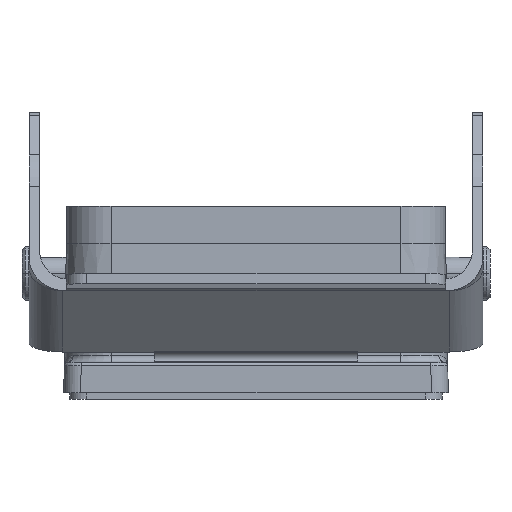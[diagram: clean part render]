
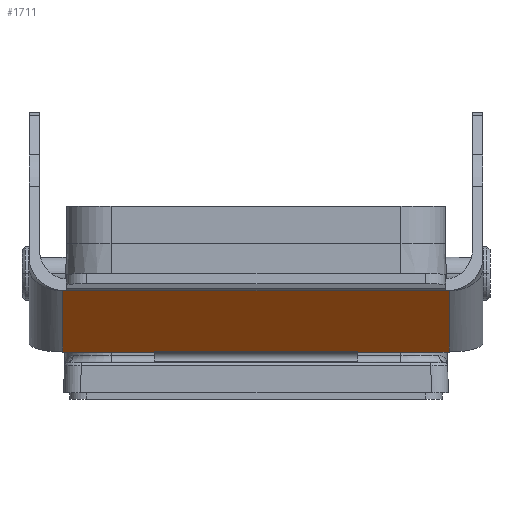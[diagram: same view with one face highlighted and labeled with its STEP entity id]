
A CAD part, left-side view. The second image highlights one B-rep face of the part: STEP entity #1711.
In plain terms, the highlighted planar face has unit normal (-0.753, 0, -0.657).
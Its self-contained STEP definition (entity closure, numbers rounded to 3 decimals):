
#1711=ADVANCED_FACE('419',(#2434),#2201,.T.);
#2201=PLANE('',#9726);
#2434=FACE_OUTER_BOUND('',#2888,.T.);
#2888=EDGE_LOOP('',(#3706,#3707,#3708,#3709,#3710,#3711));
#3706=ORIENTED_EDGE('',*,*,#7030,.F.);
#3707=ORIENTED_EDGE('',*,*,#7031,.T.);
#3708=ORIENTED_EDGE('',*,*,#6937,.T.);
#3709=ORIENTED_EDGE('',*,*,#7032,.F.);
#3710=ORIENTED_EDGE('',*,*,#6856,.F.);
#3711=ORIENTED_EDGE('',*,*,#7033,.F.);
#6015=VERTEX_POINT('',#13393);
#6027=VERTEX_POINT('',#13423);
#6028=VERTEX_POINT('',#13427);
#6096=VERTEX_POINT('',#13607);
#6099=VERTEX_POINT('',#13615);
#6175=VERTEX_POINT('',#13825);
#6856=EDGE_CURVE('1737',#6027,#6028,#8136,.T.);
#6937=EDGE_CURVE('1707',#6099,#6096,#8187,.T.);
#7030=EDGE_CURVE('1736',#6175,#6015,#8247,.T.);
#7031=EDGE_CURVE('1700',#6175,#6099,#8248,.T.);
#7032=EDGE_CURVE('1693',#6028,#6096,#8249,.T.);
#7033=EDGE_CURVE('1730',#6015,#6027,#8250,.T.);
#8136=LINE('',#13426,#8892);
#8187=LINE('',#13614,#8943);
#8247=LINE('',#13826,#9003);
#8248=LINE('',#13828,#9004);
#8249=LINE('',#13829,#9005);
#8250=LINE('',#13830,#9006);
#8892=VECTOR('',#10668,1.);
#8943=VECTOR('',#10795,1.);
#9003=VECTOR('',#10949,1.);
#9004=VECTOR('',#10952,1.);
#9005=VECTOR('',#10953,1.);
#9006=VECTOR('',#10954,1.);
#9726=AXIS2_PLACEMENT_3D('',#13831,#10955,#10956);
#10668=DIRECTION('',(0.,1.,0.));
#10795=DIRECTION('',(0.,1.,0.));
#10949=DIRECTION('',(0.,1.,0.));
#10952=DIRECTION('',(-0.658,0.,0.753));
#10953=DIRECTION('',(-0.658,0.,0.753));
#10954=DIRECTION('',(0.,1.,0.));
#10955=DIRECTION('',(-0.753,0.,-0.658));
#10956=DIRECTION('',(0.658,0.,-0.753));
#13393=CARTESIAN_POINT('',(-43.422,-15.,6.011));
#13423=CARTESIAN_POINT('',(-43.422,15.,6.011));
#13426=CARTESIAN_POINT('',(-43.422,15.,6.011));
#13427=CARTESIAN_POINT('',(-43.422,28.5,6.011));
#13607=CARTESIAN_POINT('',(-51.313,28.5,15.052));
#13614=CARTESIAN_POINT('',(-51.313,-28.5,15.052));
#13615=CARTESIAN_POINT('',(-51.313,-28.5,15.052));
#13825=CARTESIAN_POINT('',(-43.422,-28.5,6.011));
#13826=CARTESIAN_POINT('',(-43.422,-28.5,6.011));
#13828=CARTESIAN_POINT('',(-43.422,-28.5,6.011));
#13829=CARTESIAN_POINT('',(-43.422,28.5,6.011));
#13830=CARTESIAN_POINT('',(-43.422,-15.,6.011));
#13831=CARTESIAN_POINT('',(-43.422,-33.5,6.011));
